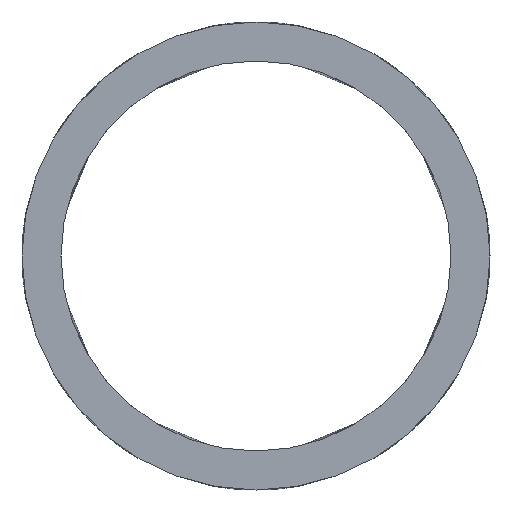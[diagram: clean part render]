
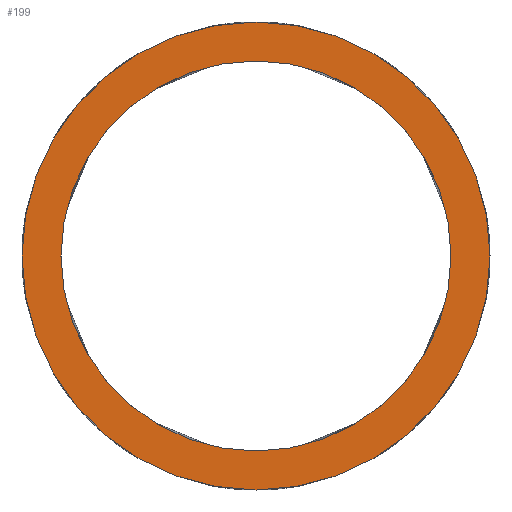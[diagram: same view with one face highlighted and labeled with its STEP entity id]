
A CAD part, left-side view. The second image highlights one B-rep face of the part: STEP entity #199.
In plain terms, the highlighted planar face has unit normal (-1, 0, 0).
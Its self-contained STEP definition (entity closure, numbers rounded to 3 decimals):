
#158=CARTESIAN_POINT('Axis2P3D Location',(0.,0.,0.)) ;
#163=CARTESIAN_POINT('Axis2P3D Location',(0.,0.,0.)) ;
#167=CARTESIAN_POINT('Vertex',(0.,-15.,0.)) ;
#169=CARTESIAN_POINT('Vertex',(0.,15.,0.)) ;
#172=CARTESIAN_POINT('Axis2P3D Location',(0.,0.,0.)) ;
#181=CARTESIAN_POINT('Axis2P3D Location',(0.,0.,0.)) ;
#185=CARTESIAN_POINT('Vertex',(0.,12.5,0.)) ;
#187=CARTESIAN_POINT('Vertex',(0.,-12.5,0.)) ;
#190=CARTESIAN_POINT('Axis2P3D Location',(0.,0.,0.)) ;
#159=DIRECTION('Axis2P3D Direction',(1.,0.,0.)) ;
#160=DIRECTION('Axis2P3D XDirection',(0.,1.,0.)) ;
#164=DIRECTION('Axis2P3D Direction',(1.,0.,0.)) ;
#173=DIRECTION('Axis2P3D Direction',(1.,0.,0.)) ;
#182=DIRECTION('Axis2P3D Direction',(1.,0.,0.)) ;
#191=DIRECTION('Axis2P3D Direction',(1.,0.,0.)) ;
#161=AXIS2_PLACEMENT_3D('Plane Axis2P3D',#158,#159,#160) ;
#165=AXIS2_PLACEMENT_3D('Circle Axis2P3D',#163,#164,$) ;
#174=AXIS2_PLACEMENT_3D('Circle Axis2P3D',#172,#173,$) ;
#183=AXIS2_PLACEMENT_3D('Circle Axis2P3D',#181,#182,$) ;
#192=AXIS2_PLACEMENT_3D('Circle Axis2P3D',#190,#191,$) ;
#178=ORIENTED_EDGE('',*,*,#171,.F.) ;
#179=ORIENTED_EDGE('',*,*,#176,.F.) ;
#196=ORIENTED_EDGE('',*,*,#189,.T.) ;
#197=ORIENTED_EDGE('',*,*,#194,.T.) ;
#198=FACE_BOUND('',#195,.T.) ;
#199=ADVANCED_FACE('\X2\96F64EF651E04F554F53\X0\',(#180,#198),#162,.F.) ;
#166=CIRCLE('generated circle',#165,15.) ;
#175=CIRCLE('generated circle',#174,15.) ;
#184=CIRCLE('generated circle',#183,12.5) ;
#193=CIRCLE('generated circle',#192,12.5) ;
#171=EDGE_CURVE('',#168,#170,#166,.T.) ;
#176=EDGE_CURVE('',#170,#168,#175,.T.) ;
#189=EDGE_CURVE('',#186,#188,#184,.T.) ;
#194=EDGE_CURVE('',#188,#186,#193,.T.) ;
#177=EDGE_LOOP('',(#178,#179)) ;
#195=EDGE_LOOP('',(#196,#197)) ;
#180=FACE_OUTER_BOUND('',#177,.T.) ;
#162=PLANE('',#161) ;
#168=VERTEX_POINT('',#167) ;
#170=VERTEX_POINT('',#169) ;
#186=VERTEX_POINT('',#185) ;
#188=VERTEX_POINT('',#187) ;
